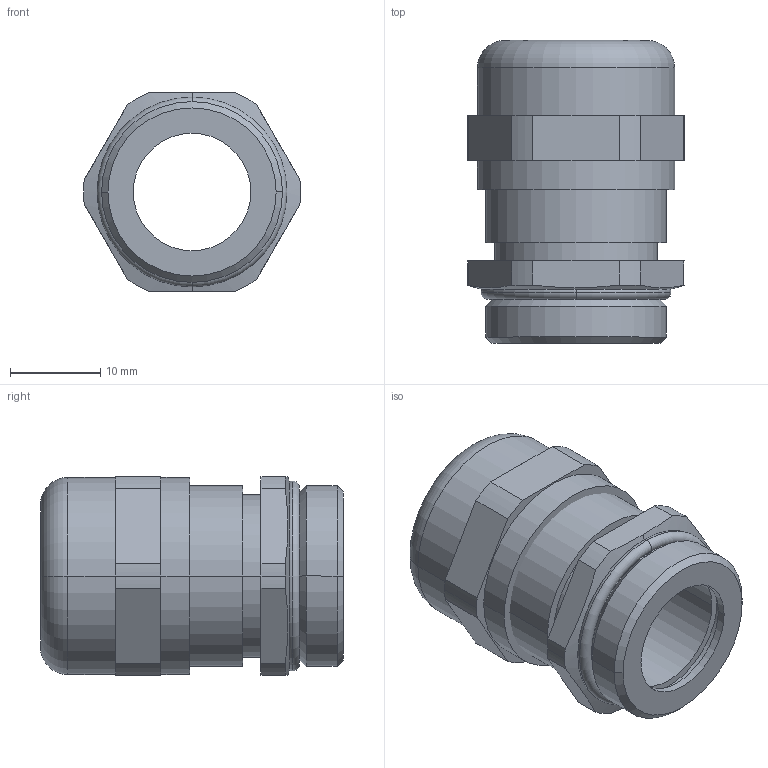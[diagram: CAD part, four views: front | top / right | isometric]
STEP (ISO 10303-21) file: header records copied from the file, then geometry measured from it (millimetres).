
FILE_DESCRIPTION (( 'STEP AP203' ), '1' );
FILE_NAME ('2086211_V-TEC_VM20.STEP', '2015-04-07T06:24:32', ( '' ), ( '' ), 'SwSTEP 2.0', 'SolidWorks 2014', '' );
FILE_SCHEMA (( 'CONFIG_CONTROL_DESIGN' ));
Length unit declared in the file: millimetre
Products named in the file (6): 011359_M20 2086211; EV743_M20; 012279_M20 2086169; 012463_M20 2086169; 011344_M20 2086169; 2086211_V-TEC_VM20
Assembly tree (5 placements, depth 2):
  2086211_V-TEC_VM20
    011359_M20 2086211
    EV743_M20
    012279_M20 2086169
    012463_M20 2086169
    011344_M20 2086169
Bounding box: 23.99 x 33.5 x 22 mm (x, y, z)
Volume: 6394.9 mm3; surface area: 9842.9 mm2
Topology: 5 solids, 5 shells, 197 faces, 520 edges, 337 vertices
Faces by surface type: plane 107, cylinder 60, cone 22, torus 8
Entity records: 6933 total; most frequent: CARTESIAN_POINT 1376, DIRECTION 1067, ORIENTED_EDGE 1040, EDGE_CURVE 520, AXIS2_PLACEMENT_3D 434, VERTEX_POINT 337, CIRCLE 229, EDGE_LOOP 211
